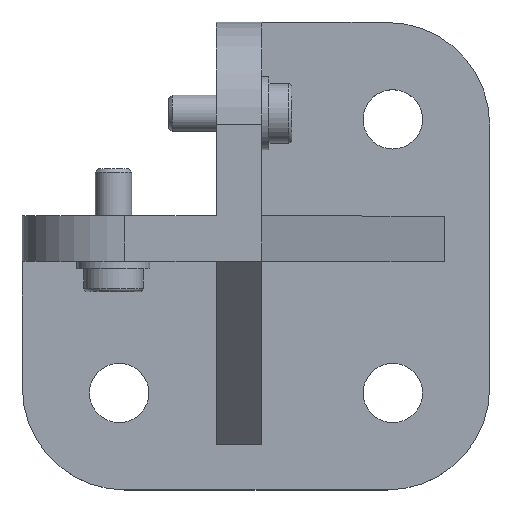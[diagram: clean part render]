
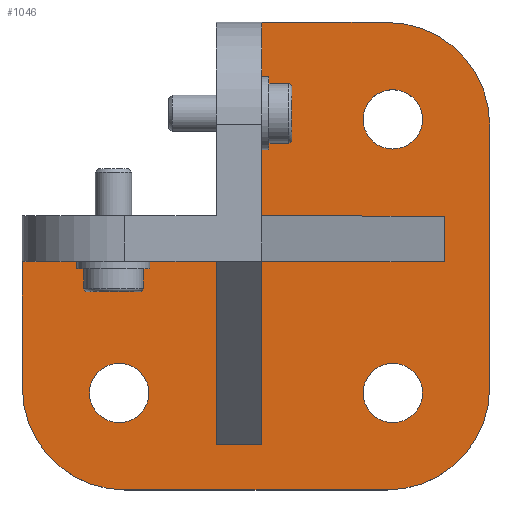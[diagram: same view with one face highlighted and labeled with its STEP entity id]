
A CAD part, top view. The second image highlights one B-rep face of the part: STEP entity #1046.
In plain terms, the highlighted planar face has unit normal (0, 0, 1).
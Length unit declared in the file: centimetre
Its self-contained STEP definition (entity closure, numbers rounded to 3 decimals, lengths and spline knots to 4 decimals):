
#38=FACE_BOUND('',#205,.T.);
#39=FACE_BOUND('',#206,.T.);
#40=FACE_BOUND('',#207,.T.);
#78=PLANE('',#1143);
#131=FACE_OUTER_BOUND('',#204,.T.);
#204=EDGE_LOOP('',(#874,#875,#876,#877,#878,#879,#880,#881,#882,#883,#884,
#885,#886,#887,#888));
#205=EDGE_LOOP('',(#889));
#206=EDGE_LOOP('',(#890));
#207=EDGE_LOOP('',(#891));
#278=LINE('',#1649,#375);
#282=LINE('',#1656,#379);
#284=LINE('',#1660,#381);
#287=LINE('',#1668,#384);
#288=LINE('',#1673,#385);
#292=LINE('',#1680,#389);
#294=LINE('',#1684,#391);
#295=LINE('',#1687,#392);
#298=LINE('',#1697,#395);
#299=LINE('',#1701,#396);
#300=LINE('',#1705,#397);
#301=LINE('',#1708,#398);
#375=VECTOR('',#1349,1.);
#379=VECTOR('',#1355,1.);
#381=VECTOR('',#1359,1.);
#384=VECTOR('',#1366,1.);
#385=VECTOR('',#1371,1.);
#389=VECTOR('',#1377,1.);
#391=VECTOR('',#1381,1.);
#392=VECTOR('',#1384,1.);
#395=VECTOR('',#1393,1.);
#396=VECTOR('',#1396,1.);
#397=VECTOR('',#1399,1.);
#398=VECTOR('',#1402,1.);
#453=CIRCLE('',#1144,22.5);
#454=CIRCLE('',#1145,22.5);
#455=CIRCLE('',#1146,22.5);
#456=CIRCLE('',#1147,6.5);
#457=CIRCLE('',#1148,6.5);
#458=CIRCLE('',#1149,6.5);
#516=VERTEX_POINT('',#1646);
#517=VERTEX_POINT('',#1648);
#519=VERTEX_POINT('',#1654);
#520=VERTEX_POINT('',#1658);
#523=VERTEX_POINT('',#1666);
#525=VERTEX_POINT('',#1672);
#527=VERTEX_POINT('',#1677);
#528=VERTEX_POINT('',#1682);
#529=VERTEX_POINT('',#1686);
#533=VERTEX_POINT('',#1696);
#534=VERTEX_POINT('',#1698);
#535=VERTEX_POINT('',#1700);
#536=VERTEX_POINT('',#1702);
#537=VERTEX_POINT('',#1704);
#538=VERTEX_POINT('',#1706);
#539=VERTEX_POINT('',#1709);
#540=VERTEX_POINT('',#1711);
#541=VERTEX_POINT('',#1713);
#632=EDGE_CURVE('',#517,#516,#278,.T.);
#636=EDGE_CURVE('',#516,#519,#282,.T.);
#638=EDGE_CURVE('',#520,#517,#284,.T.);
#642=EDGE_CURVE('',#519,#523,#287,.T.);
#644=EDGE_CURVE('',#525,#520,#288,.T.);
#648=EDGE_CURVE('',#527,#525,#292,.T.);
#650=EDGE_CURVE('',#528,#527,#294,.T.);
#651=EDGE_CURVE('',#528,#529,#295,.T.);
#656=EDGE_CURVE('',#523,#533,#298,.T.);
#657=EDGE_CURVE('',#533,#534,#453,.T.);
#658=EDGE_CURVE('',#534,#535,#299,.T.);
#659=EDGE_CURVE('',#535,#536,#454,.T.);
#660=EDGE_CURVE('',#536,#537,#300,.T.);
#661=EDGE_CURVE('',#537,#538,#455,.T.);
#662=EDGE_CURVE('',#538,#529,#301,.T.);
#663=EDGE_CURVE('',#539,#539,#456,.T.);
#664=EDGE_CURVE('',#540,#540,#457,.T.);
#665=EDGE_CURVE('',#541,#541,#458,.T.);
#874=ORIENTED_EDGE('',*,*,#636,.T.);
#875=ORIENTED_EDGE('',*,*,#642,.T.);
#876=ORIENTED_EDGE('',*,*,#656,.T.);
#877=ORIENTED_EDGE('',*,*,#657,.T.);
#878=ORIENTED_EDGE('',*,*,#658,.T.);
#879=ORIENTED_EDGE('',*,*,#659,.T.);
#880=ORIENTED_EDGE('',*,*,#660,.T.);
#881=ORIENTED_EDGE('',*,*,#661,.T.);
#882=ORIENTED_EDGE('',*,*,#662,.T.);
#883=ORIENTED_EDGE('',*,*,#651,.F.);
#884=ORIENTED_EDGE('',*,*,#650,.T.);
#885=ORIENTED_EDGE('',*,*,#648,.T.);
#886=ORIENTED_EDGE('',*,*,#644,.T.);
#887=ORIENTED_EDGE('',*,*,#638,.T.);
#888=ORIENTED_EDGE('',*,*,#632,.T.);
#889=ORIENTED_EDGE('',*,*,#663,.T.);
#890=ORIENTED_EDGE('',*,*,#664,.T.);
#891=ORIENTED_EDGE('',*,*,#665,.T.);
#1046=ADVANCED_FACE('',(#131,#38,#39,#40),#78,.T.);
#1143=AXIS2_PLACEMENT_3D('',#1695,#1391,#1392);
#1144=AXIS2_PLACEMENT_3D('',#1699,#1394,#1395);
#1145=AXIS2_PLACEMENT_3D('',#1703,#1397,#1398);
#1146=AXIS2_PLACEMENT_3D('',#1707,#1400,#1401);
#1147=AXIS2_PLACEMENT_3D('',#1710,#1403,#1404);
#1148=AXIS2_PLACEMENT_3D('',#1712,#1405,#1406);
#1149=AXIS2_PLACEMENT_3D('',#1714,#1407,#1408);
#1349=DIRECTION('',(-1.,0.,0.));
#1355=DIRECTION('',(0.,1.,0.));
#1359=DIRECTION('',(0.,-1.,0.));
#1366=DIRECTION('',(-1.,0.,0.));
#1371=DIRECTION('',(-1.,0.,0.));
#1377=DIRECTION('',(0.,-1.,0.));
#1381=DIRECTION('',(1.,0.,0.));
#1384=DIRECTION('',(0.,1.,0.));
#1391=DIRECTION('center_axis',(0.,0.,1.));
#1392=DIRECTION('ref_axis',(1.,0.,0.));
#1393=DIRECTION('',(0.,-1.,0.));
#1394=DIRECTION('center_axis',(0.,0.,1.));
#1395=DIRECTION('ref_axis',(-1.,0.,0.));
#1396=DIRECTION('',(1.,0.,0.));
#1397=DIRECTION('center_axis',(0.,0.,1.));
#1398=DIRECTION('ref_axis',(0.,-1.,0.));
#1399=DIRECTION('',(0.,1.,0.));
#1400=DIRECTION('center_axis',(0.,0.,1.));
#1401=DIRECTION('ref_axis',(1.,0.,0.));
#1402=DIRECTION('',(-1.,0.,0.));
#1403=DIRECTION('center_axis',(0.,0.,-1.));
#1404=DIRECTION('ref_axis',(-1.,0.,0.));
#1405=DIRECTION('center_axis',(0.,0.,-1.));
#1406=DIRECTION('ref_axis',(-1.,0.,0.));
#1407=DIRECTION('center_axis',(0.,0.,-1.));
#1408=DIRECTION('ref_axis',(-1.,0.,0.));
#1646=CARTESIAN_POINT('',(0.,-50.,10.));
#1648=CARTESIAN_POINT('',(10.,-50.,10.));
#1649=CARTESIAN_POINT('',(6.0345,-50.,10.));
#1654=CARTESIAN_POINT('',(0.,-10.,10.));
#1656=CARTESIAN_POINT('',(0.,-17.2149,10.));
#1658=CARTESIAN_POINT('',(10.,-10.,10.));
#1660=CARTESIAN_POINT('',(10.,-17.2149,10.));
#1666=CARTESIAN_POINT('',(-42.5,-10.,10.));
#1668=CARTESIAN_POINT('',(17.2149,-10.,10.));
#1672=CARTESIAN_POINT('',(50.,-10.,10.));
#1673=CARTESIAN_POINT('',(17.2149,-10.,10.));
#1677=CARTESIAN_POINT('',(50.,0.,10.));
#1680=CARTESIAN_POINT('',(50.,-6.0345,10.));
#1682=CARTESIAN_POINT('',(10.,0.,10.));
#1684=CARTESIAN_POINT('',(17.2149,0.,10.));
#1686=CARTESIAN_POINT('',(10.,42.5,10.));
#1687=CARTESIAN_POINT('',(10.,-11.0345,10.));
#1695=CARTESIAN_POINT('Origin',(12.0691,-12.0691,10.));
#1696=CARTESIAN_POINT('',(-42.5,-37.5,10.));
#1697=CARTESIAN_POINT('',(-42.5,0.,10.));
#1698=CARTESIAN_POINT('',(-20.,-60.,10.));
#1699=CARTESIAN_POINT('Origin',(-20.,-37.5,10.));
#1700=CARTESIAN_POINT('',(37.5,-60.,10.));
#1701=CARTESIAN_POINT('',(-20.,-60.,10.));
#1702=CARTESIAN_POINT('',(60.,-37.5,10.));
#1703=CARTESIAN_POINT('Origin',(37.5,-37.5,10.));
#1704=CARTESIAN_POINT('',(60.,20.,10.));
#1705=CARTESIAN_POINT('',(60.,-37.5,10.));
#1706=CARTESIAN_POINT('',(37.5,42.5,10.));
#1707=CARTESIAN_POINT('Origin',(37.5,20.,10.));
#1708=CARTESIAN_POINT('',(37.5,42.5,10.));
#1709=CARTESIAN_POINT('',(45.25,21.25,10.));
#1710=CARTESIAN_POINT('Origin',(38.75,21.25,10.));
#1711=CARTESIAN_POINT('',(45.25,-38.75,10.));
#1712=CARTESIAN_POINT('Origin',(38.75,-38.75,10.));
#1713=CARTESIAN_POINT('',(-14.75,-38.75,10.));
#1714=CARTESIAN_POINT('Origin',(-21.25,-38.75,10.));
